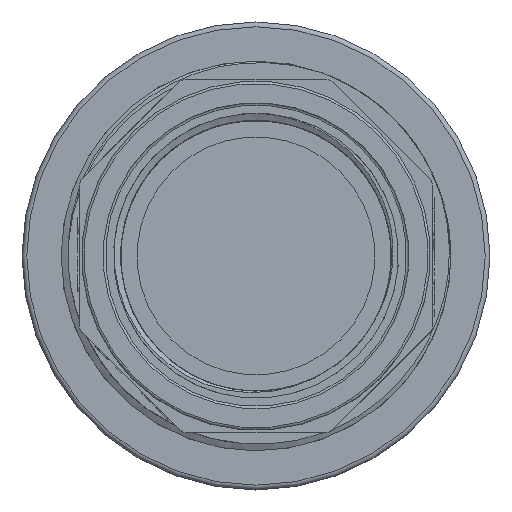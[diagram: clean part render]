
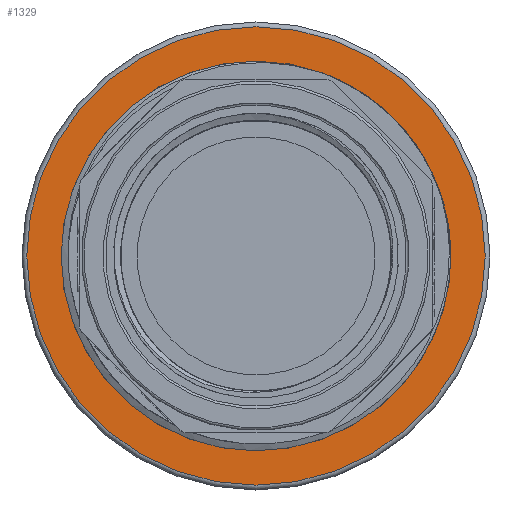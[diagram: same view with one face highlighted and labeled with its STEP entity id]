
A CAD part, top view. The second image highlights one B-rep face of the part: STEP entity #1329.
In plain terms, the highlighted planar face has unit normal (0, 0, 1).
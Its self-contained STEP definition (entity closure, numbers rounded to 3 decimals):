
#1329=ADVANCED_FACE('',(#4637,#4638),#2138,.T.);
#2138=PLANE('',#15236);
#2675=CIRCLE('',#15233,40.767);
#2676=CIRCLE('',#15235,47.95);
#4637=FACE_BOUND('',#4825,.T.);
#4638=FACE_BOUND('',#4826,.T.);
#4825=EDGE_LOOP('',(#6286));
#4826=EDGE_LOOP('',(#6287));
#6286=ORIENTED_EDGE('',*,*,#12057,.T.);
#6287=ORIENTED_EDGE('',*,*,#12056,.T.);
#10553=VERTEX_POINT('',#24043);
#10554=VERTEX_POINT('',#24736);
#12056=EDGE_CURVE('',#10553,#10553,#2675,.T.);
#12057=EDGE_CURVE('',#10554,#10554,#2676,.T.);
#15233=AXIS2_PLACEMENT_3D('',#24042,#16388,#16389);
#15235=AXIS2_PLACEMENT_3D('',#24735,#16392,#16393);
#15236=AXIS2_PLACEMENT_3D('',#24737,#16394,#16395);
#16388=DIRECTION('',(0.,0.,-1.));
#16389=DIRECTION('',(1.,0.,0.));
#16392=DIRECTION('',(0.,0.,1.));
#16393=DIRECTION('',(1.,0.,0.));
#16394=DIRECTION('',(0.,0.,1.));
#16395=DIRECTION('',(1.,0.,0.));
#24042=CARTESIAN_POINT('',(491.,0.,30.617));
#24043=CARTESIAN_POINT('',(531.767,0.,30.617));
#24735=CARTESIAN_POINT('',(491.,0.,30.617));
#24736=CARTESIAN_POINT('',(538.95,0.,30.617));
#24737=CARTESIAN_POINT('',(491.,0.,30.617));
